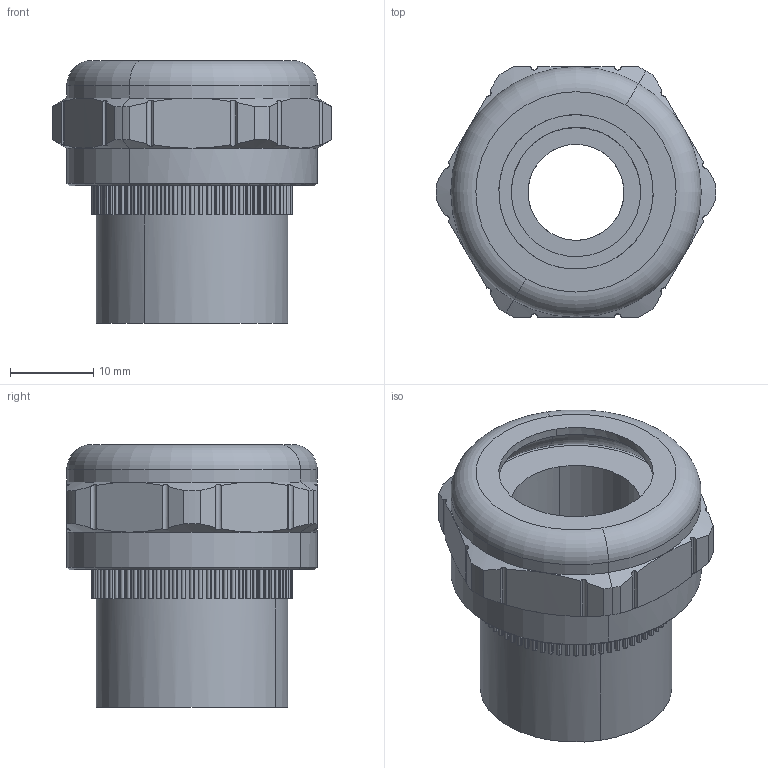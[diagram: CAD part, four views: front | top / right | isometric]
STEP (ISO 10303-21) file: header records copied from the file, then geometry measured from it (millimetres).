
FILE_DESCRIPTION(('CATIA V5 STEP Exchange','CAx-IF Rec.Pracs.--- Model Styling and Organization---1.4--- 2014-01-23'),'2;1');
FILE_NAME ('13249136_4', '2020-12-07T13:56:56+00:00', ('none'), ('Weidmueller'), 'CATIA Version 5-6 Release 2016 SP3 HF44', 'CATIA V5 STEP AP214', 'none');
FILE_SCHEMA(('AUTOMOTIVE_DESIGN { 1 0 10303 214 1 1 1 1 }'));
Length unit declared in the file: millimetre
Products named in the file (1): 1016100000
Bounding box: 33.49 x 30 x 31.5 mm (x, y, z)
Volume: 10703 mm3; surface area: 7871.1 mm2
Topology: 2 solids, 2 shells, 455 faces, 1312 edges, 864 vertices
Faces by surface type: plane 241, cylinder 188, cone 20, torus 6
Entity records: 16515 total; most frequent: CARTESIAN_POINT 5022, ORIENTED_EDGE 2624, DIRECTION 1985, EDGE_CURVE 1312, VERTEX_POINT 864, AXIS2_PLACEMENT_3D 813, VECTOR 718, LINE 718
